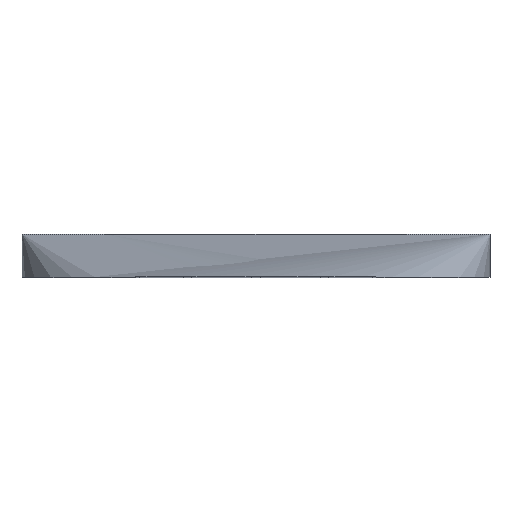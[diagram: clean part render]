
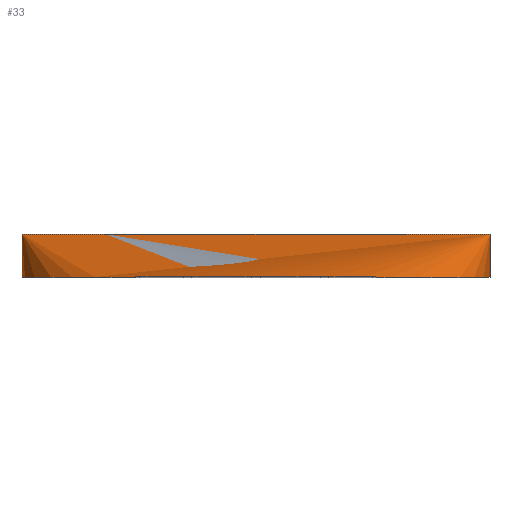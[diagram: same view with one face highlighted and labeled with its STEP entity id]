
A CAD part, top view. The second image highlights one B-rep face of the part: STEP entity #33.
In plain terms, the highlighted free-form (B-spline) face has degree [2, 1] with [5, 2] control points.
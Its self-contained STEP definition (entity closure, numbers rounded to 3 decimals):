
#33=ADVANCED_FACE('',(#93),#604,.T.);
#93=FACE_OUTER_BOUND('',#153,.T.);
#153=EDGE_LOOP('',(#288,#289,#290,#291));
#288=ORIENTED_EDGE('',*,*,#394,.T.);
#289=ORIENTED_EDGE('',*,*,#349,.T.);
#290=ORIENTED_EDGE('',*,*,#395,.F.);
#291=ORIENTED_EDGE('',*,*,#393,.F.);
#349=EDGE_CURVE('',#529,#543,#463,.T.);
#393=EDGE_CURVE('',#559,#560,#495,.T.);
#394=EDGE_CURVE('',#559,#529,#496,.T.);
#395=EDGE_CURVE('',#560,#543,#497,.T.);
#463=(
BOUNDED_CURVE()
B_SPLINE_CURVE(1,(#1049,#1050),.UNSPECIFIED.,.F.,.F.)
B_SPLINE_CURVE_WITH_KNOTS((2,2),(0.,28.),.UNSPECIFIED.)
CURVE()
GEOMETRIC_REPRESENTATION_ITEM()
RATIONAL_B_SPLINE_CURVE((1.,1.))
REPRESENTATION_ITEM('')
);
#495=(
BOUNDED_CURVE()
B_SPLINE_CURVE(1,(#1224,#1225),.UNSPECIFIED.,.F.,.F.)
B_SPLINE_CURVE_WITH_KNOTS((2,2),(0.,28.),.UNSPECIFIED.)
CURVE()
GEOMETRIC_REPRESENTATION_ITEM()
RATIONAL_B_SPLINE_CURVE((1.,1.))
REPRESENTATION_ITEM('')
);
#496=(
BOUNDED_CURVE()
B_SPLINE_CURVE(2,(#1226,#1227,#1228,#1229,#1230),.UNSPECIFIED.,.F.,.F.)
B_SPLINE_CURVE_WITH_KNOTS((3,2,3),(-477.522,-238.761,
0.),.UNSPECIFIED.)
CURVE()
GEOMETRIC_REPRESENTATION_ITEM()
RATIONAL_B_SPLINE_CURVE((1.,0.707,1.,0.707,1.))
REPRESENTATION_ITEM('')
);
#497=(
BOUNDED_CURVE()
B_SPLINE_CURVE(2,(#1231,#1232,#1233,#1234,#1235),.UNSPECIFIED.,.F.,.F.)
B_SPLINE_CURVE_WITH_KNOTS((3,2,3),(-477.522,-238.761,
0.),.UNSPECIFIED.)
CURVE()
GEOMETRIC_REPRESENTATION_ITEM()
RATIONAL_B_SPLINE_CURVE((1.,0.707,1.,0.707,1.))
REPRESENTATION_ITEM('')
);
#529=VERTEX_POINT('',#984);
#543=VERTEX_POINT('',#998);
#559=VERTEX_POINT('',#1014);
#560=VERTEX_POINT('',#1015);
#604=(
BOUNDED_SURFACE()
B_SPLINE_SURFACE(2,1,((#834,#835),(#836,#837),(#838,#839),(#840,#841),(#842,
#843)),.UNSPECIFIED.,.F.,.F.,.F.)
B_SPLINE_SURFACE_WITH_KNOTS((3,2,3),(2,2),(-477.522,-238.761,
0.),(0.,28.),.UNSPECIFIED.)
GEOMETRIC_REPRESENTATION_ITEM()
RATIONAL_B_SPLINE_SURFACE(((1.,1.),(0.707,0.707),
(1.,1.),(0.707,0.707),(1.,1.)))
REPRESENTATION_ITEM('')
SURFACE()
);
#834=CARTESIAN_POINT('',(-152.,0.,0.));
#835=CARTESIAN_POINT('',(-152.,28.,0.));
#836=CARTESIAN_POINT('',(-152.,0.,152.));
#837=CARTESIAN_POINT('',(-152.,28.,152.));
#838=CARTESIAN_POINT('',(0.,0.,152.));
#839=CARTESIAN_POINT('',(0.,28.,152.));
#840=CARTESIAN_POINT('',(152.,0.,152.));
#841=CARTESIAN_POINT('',(152.,28.,152.));
#842=CARTESIAN_POINT('',(152.,0.,0.));
#843=CARTESIAN_POINT('',(152.,28.,0.));
#984=CARTESIAN_POINT('',(152.,0.,0.));
#998=CARTESIAN_POINT('',(152.,28.,0.));
#1014=CARTESIAN_POINT('',(-152.,0.,0.));
#1015=CARTESIAN_POINT('',(-152.,28.,0.));
#1049=CARTESIAN_POINT('',(152.,0.,0.));
#1050=CARTESIAN_POINT('',(152.,28.,0.));
#1224=CARTESIAN_POINT('',(-152.,0.,0.));
#1225=CARTESIAN_POINT('',(-152.,28.,0.));
#1226=CARTESIAN_POINT('',(-152.,0.,0.));
#1227=CARTESIAN_POINT('',(-152.,0.,152.));
#1228=CARTESIAN_POINT('',(0.,0.,152.));
#1229=CARTESIAN_POINT('',(152.,0.,152.));
#1230=CARTESIAN_POINT('',(152.,0.,0.));
#1231=CARTESIAN_POINT('',(-152.,28.,0.));
#1232=CARTESIAN_POINT('',(-152.,28.,152.));
#1233=CARTESIAN_POINT('',(0.,28.,152.));
#1234=CARTESIAN_POINT('',(152.,28.,152.));
#1235=CARTESIAN_POINT('',(152.,28.,0.));
